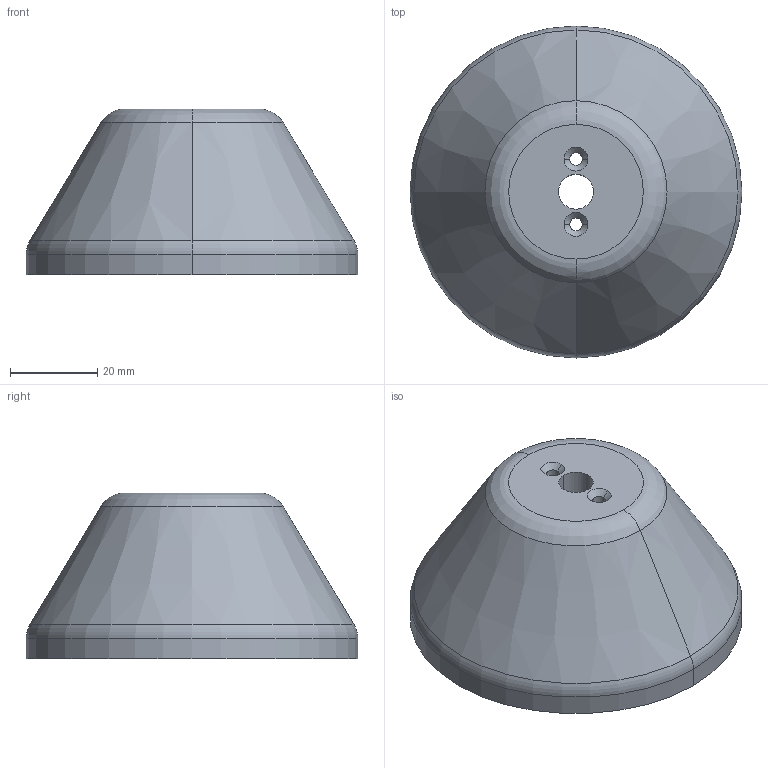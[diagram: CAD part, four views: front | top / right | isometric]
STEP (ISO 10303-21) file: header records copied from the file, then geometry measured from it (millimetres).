
FILE_DESCRIPTION (( 'STEP AP214' ), '1' );
FILE_NAME ('motor_chassis_brace.STEP', '2024-04-06T21:33:32', ( '' ), ( '' ), 'SwSTEP 2.0', 'SolidWorks 2023', '' );
FILE_SCHEMA (( 'AUTOMOTIVE_DESIGN' ));
Length unit declared in the file: inch
Products named in the file (1): motor_chassis_brace
Bounding box: 76.2 x 76.2 x 38.1 mm (x, y, z)
Volume: 90382.2 mm3; surface area: 18018.8 mm2
Topology: 1 solids, 1 shells, 71 faces, 170 edges, 94 vertices
Faces by surface type: cone 38, cylinder 26, torus 4, plane 3
Entity records: 1989 total; most frequent: DIRECTION 388, CARTESIAN_POINT 320, ORIENTED_EDGE 308, AXIS2_PLACEMENT_3D 162, EDGE_CURVE 154, VERTEX_POINT 94, CIRCLE 90, EDGE_LOOP 86
